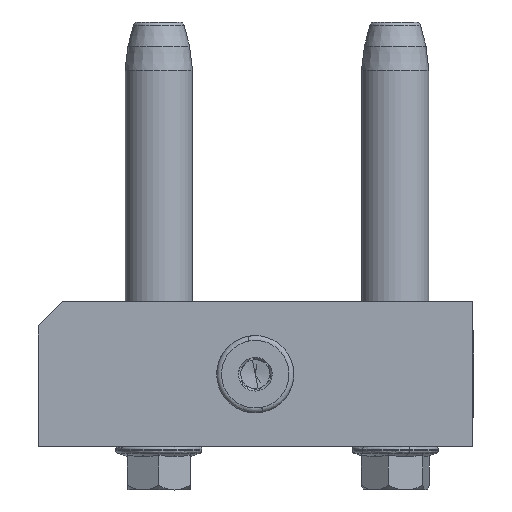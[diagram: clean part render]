
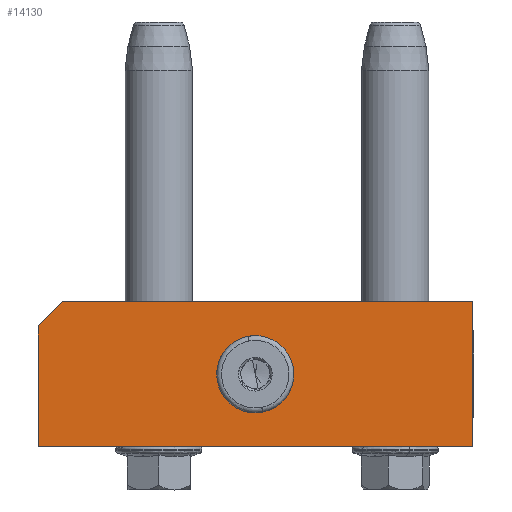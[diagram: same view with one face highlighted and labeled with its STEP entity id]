
A CAD part, front view. The second image highlights one B-rep face of the part: STEP entity #14130.
In plain terms, the highlighted face is planar.
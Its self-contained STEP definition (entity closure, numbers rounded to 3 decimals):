
#673 = CARTESIAN_POINT ( 'NONE',  ( 94., -15., 45. ) ) ;
#1770 = VERTEX_POINT ( 'NONE', #10756 ) ;
#1824 = FACE_BOUND ( 'NONE', #20900, .T. ) ;
#1998 = EDGE_CURVE ( 'NONE', #21756, #20193, #18003, .T. ) ;
#2428 = DIRECTION ( 'NONE',  ( 0., 0., -1. ) ) ;
#3213 = LINE ( 'NONE', #9907, #9194 ) ;
#4424 = CIRCLE ( 'NONE', #11890, 5.02 ) ;
#5929 = ORIENTED_EDGE ( 'NONE', *, *, #6284, .T. ) ;
#6284 = EDGE_CURVE ( 'NONE', #27394, #26364, #16194, .T. ) ;
#7046 = CARTESIAN_POINT ( 'NONE',  ( 94., 0., 0. ) ) ;
#7134 = DIRECTION ( 'NONE',  ( 0., -1., 0. ) ) ;
#7341 = PLANE ( 'NONE',  #12482 ) ;
#7379 = ORIENTED_EDGE ( 'NONE', *, *, #17246, .F. ) ;
#8159 = ORIENTED_EDGE ( 'NONE', *, *, #15609, .T. ) ;
#8533 = CARTESIAN_POINT ( 'NONE',  ( 94., -15., 45. ) ) ;
#9194 = VECTOR ( 'NONE', #14077, 1000. ) ;
#9206 = CARTESIAN_POINT ( 'NONE',  ( 94., -15., 45. ) ) ;
#9719 = CARTESIAN_POINT ( 'NONE',  ( 94., 5.02, 0. ) ) ;
#9907 = CARTESIAN_POINT ( 'NONE',  ( 94., 15., 45. ) ) ;
#10292 = ORIENTED_EDGE ( 'NONE', *, *, #1998, .F. ) ;
#10679 = ORIENTED_EDGE ( 'NONE', *, *, #13516, .F. ) ;
#10756 = CARTESIAN_POINT ( 'NONE',  ( 94., 15., 45. ) ) ;
#10778 = ORIENTED_EDGE ( 'NONE', *, *, #14524, .F. ) ;
#10841 = CARTESIAN_POINT ( 'NONE',  ( 94., -10., -45. ) ) ;
#11217 = EDGE_CURVE ( 'NONE', #17540, #21208, #21603, .T. ) ;
#11436 = VECTOR ( 'NONE', #25721, 1000. ) ;
#11890 = AXIS2_PLACEMENT_3D ( 'NONE', #7046, #13450, #7134 ) ;
#12482 = AXIS2_PLACEMENT_3D ( 'NONE', #9206, #15519, #17654 ) ;
#12769 = CARTESIAN_POINT ( 'NONE',  ( 94., -15., 45. ) ) ;
#13042 = LINE ( 'NONE', #26375, #23367 ) ;
#13450 = DIRECTION ( 'NONE',  ( 1., 0., 0. ) ) ;
#13516 = EDGE_CURVE ( 'NONE', #1770, #26364, #3213, .T. ) ;
#14077 = DIRECTION ( 'NONE',  ( 0., 0., -1. ) ) ;
#14130 = ADVANCED_FACE ( 'NONE', ( #1824, #25123 ), #7341, .T. ) ;
#14524 = EDGE_CURVE ( 'NONE', #17540, #1770, #22785, .T. ) ;
#15519 = DIRECTION ( 'NONE',  ( 1., 0., 0. ) ) ;
#15609 = EDGE_CURVE ( 'NONE', #21208, #27394, #13042, .T. ) ;
#16160 = CARTESIAN_POINT ( 'NONE',  ( 94., 15., -45. ) ) ;
#16194 = LINE ( 'NONE', #10841, #26854 ) ;
#16893 = DIRECTION ( 'NONE',  ( 0., 1., 0. ) ) ;
#17246 = EDGE_CURVE ( 'NONE', #20193, #21756, #4424, .T. ) ;
#17540 = VERTEX_POINT ( 'NONE', #12769 ) ;
#17654 = DIRECTION ( 'NONE',  ( 0., 0., -1. ) ) ;
#18003 = CIRCLE ( 'NONE', #18528, 5.02 ) ;
#18010 = CARTESIAN_POINT ( 'NONE',  ( 94., -15., -40. ) ) ;
#18528 = AXIS2_PLACEMENT_3D ( 'NONE', #18875, #23177, #21027 ) ;
#18861 = CARTESIAN_POINT ( 'NONE',  ( 94., -5.02, 0. ) ) ;
#18875 = CARTESIAN_POINT ( 'NONE',  ( 94., 0., 0. ) ) ;
#20082 = CARTESIAN_POINT ( 'NONE',  ( 94., -10., -45. ) ) ;
#20193 = VERTEX_POINT ( 'NONE', #18861 ) ;
#20834 = ORIENTED_EDGE ( 'NONE', *, *, #11217, .T. ) ;
#20900 = EDGE_LOOP ( 'NONE', ( #10292, #7379 ) ) ;
#21027 = DIRECTION ( 'NONE',  ( 0., 1., 0. ) ) ;
#21208 = VERTEX_POINT ( 'NONE', #18010 ) ;
#21603 = LINE ( 'NONE', #673, #24585 ) ;
#21756 = VERTEX_POINT ( 'NONE', #9719 ) ;
#22288 = DIRECTION ( 'NONE',  ( 0., 0.707, -0.707 ) ) ;
#22535 = EDGE_LOOP ( 'NONE', ( #5929, #10679, #10778, #20834, #8159 ) ) ;
#22785 = LINE ( 'NONE', #8533, #11436 ) ;
#23177 = DIRECTION ( 'NONE',  ( 1., 0., 0. ) ) ;
#23367 = VECTOR ( 'NONE', #22288, 1000. ) ;
#24585 = VECTOR ( 'NONE', #2428, 1000. ) ;
#25123 = FACE_OUTER_BOUND ( 'NONE', #22535, .T. ) ;
#25721 = DIRECTION ( 'NONE',  ( 0., 1., 0. ) ) ;
#26364 = VERTEX_POINT ( 'NONE', #16160 ) ;
#26375 = CARTESIAN_POINT ( 'NONE',  ( 94., -15., -40. ) ) ;
#26854 = VECTOR ( 'NONE', #16893, 1000. ) ;
#27394 = VERTEX_POINT ( 'NONE', #20082 ) ;
